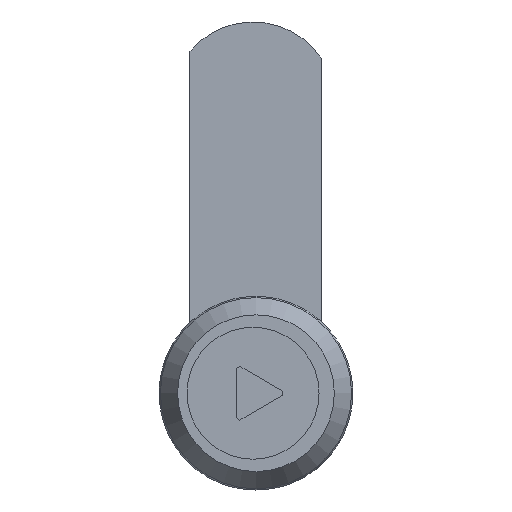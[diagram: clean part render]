
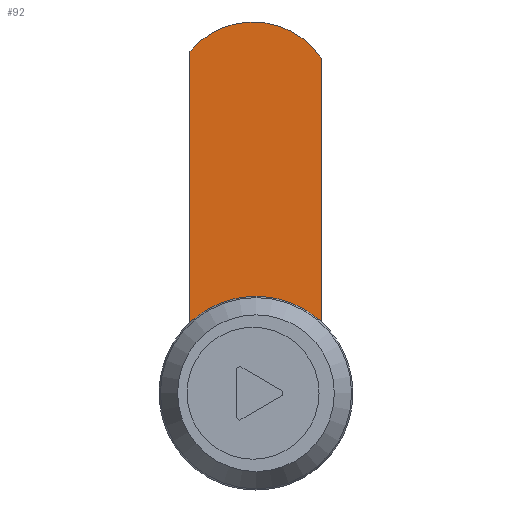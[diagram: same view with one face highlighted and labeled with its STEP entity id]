
A CAD part, left-side view. The second image highlights one B-rep face of the part: STEP entity #92.
In plain terms, the highlighted planar face has unit normal (-1, 0, 0).
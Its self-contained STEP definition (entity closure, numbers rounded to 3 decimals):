
#7=CARTESIAN_POINT('',(41.718,8.,41.453));
#8=VERTEX_POINT('',#7);
#9=CARTESIAN_POINT('',(41.718,-8.,40.486));
#10=VERTEX_POINT('',#9);
#11=CARTESIAN_POINT('',(41.718,0.361,35.));
#12=DIRECTION('',(1.0,0.0,0.0));
#13=DIRECTION('',(0.0,-1.0,0.0));
#14=AXIS2_PLACEMENT_3D('',#11,#12,#13);
#15=CIRCLE('',#14,10.);
#16=EDGE_CURVE('',#8,#10,#15,.T.);
#44=CARTESIAN_POINT('',(41.718,8.,-9.5));
#45=DIRECTION('',(-1.0,0.0,0.0));
#46=DIRECTION('',(0.0,-1.0,0.0));
#47=AXIS2_PLACEMENT_3D('',#44,#45,#46);
#48=PLANE('',#47);
#49=CARTESIAN_POINT('',(41.718,8.,-2.5));
#50=VERTEX_POINT('',#49);
#51=CARTESIAN_POINT('',(41.718,8.,41.453));
#52=DIRECTION('',(0.0,0.0,-1.0));
#53=VECTOR('',#52,43.953);
#54=LINE('',#51,#53);
#55=EDGE_CURVE('',#8,#50,#54,.T.);
#56=ORIENTED_EDGE('',*,*,#55,.T.);
#57=CARTESIAN_POINT('',(41.718,1.,-9.5));
#58=VERTEX_POINT('',#57);
#59=CARTESIAN_POINT('',(41.718,1.,-2.5));
#60=DIRECTION('',(1.0,0.0,0.0));
#61=DIRECTION('',(0.0,0.0,-1.0));
#62=AXIS2_PLACEMENT_3D('',#59,#60,#61);
#63=CIRCLE('',#62,7.0);
#64=EDGE_CURVE('',#58,#50,#63,.T.);
#65=ORIENTED_EDGE('',*,*,#64,.F.);
#66=CARTESIAN_POINT('',(41.718,-1.,-9.5));
#67=VERTEX_POINT('',#66);
#68=CARTESIAN_POINT('',(41.718,-1.,-9.5));
#69=DIRECTION('',(0.0,1.0,0.0));
#70=VECTOR('',#69,2.);
#71=LINE('',#68,#70);
#72=EDGE_CURVE('',#67,#58,#71,.T.);
#73=ORIENTED_EDGE('',*,*,#72,.F.);
#74=CARTESIAN_POINT('',(41.718,-8.,-2.5));
#75=VERTEX_POINT('',#74);
#76=CARTESIAN_POINT('',(41.718,-1.,-2.5));
#77=DIRECTION('',(-1.0,0.0,0.0));
#78=DIRECTION('',(0.0,0.0,-1.0));
#79=AXIS2_PLACEMENT_3D('',#76,#77,#78);
#80=CIRCLE('',#79,7.0);
#81=EDGE_CURVE('',#67,#75,#80,.T.);
#82=ORIENTED_EDGE('',*,*,#81,.T.);
#83=CARTESIAN_POINT('',(41.718,-8.,40.486));
#84=DIRECTION('',(0.0,0.0,-1.0));
#85=VECTOR('',#84,42.986);
#86=LINE('',#83,#85);
#87=EDGE_CURVE('',#10,#75,#86,.T.);
#88=ORIENTED_EDGE('',*,*,#87,.F.);
#89=ORIENTED_EDGE('',*,*,#16,.F.);
#90=EDGE_LOOP('',(#56,#65,#73,#82,#88,#89));
#91=FACE_OUTER_BOUND('',#90,.T.);
#92=ADVANCED_FACE('',(#91),#48,.T.);
